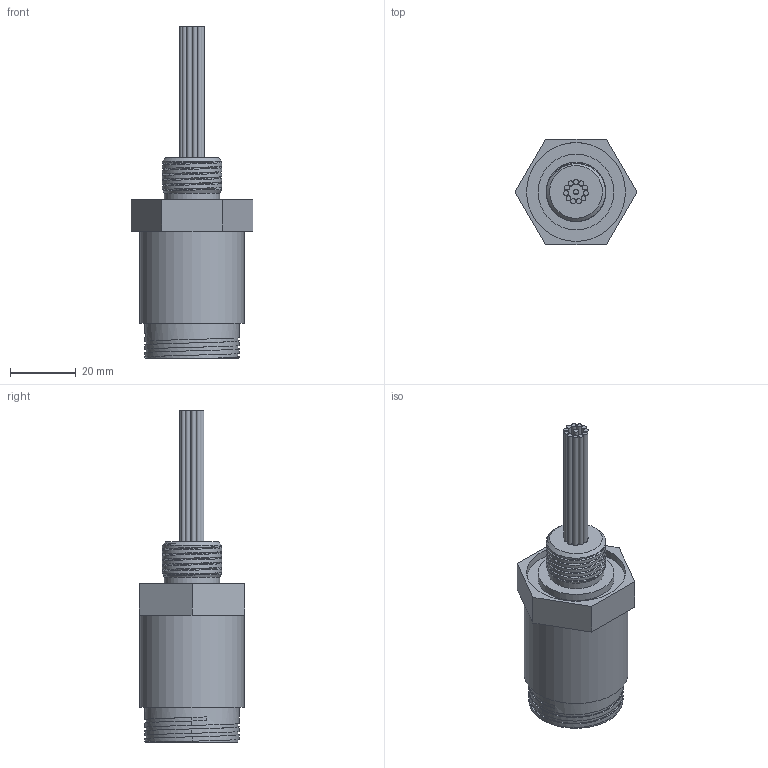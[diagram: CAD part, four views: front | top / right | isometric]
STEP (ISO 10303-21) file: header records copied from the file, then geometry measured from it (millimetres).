
FILE_DESCRIPTION(/* description */ (''),/* implementation_level */ '2;1');
FILE_NAME(/* name */ 'BCR2012M.stp',/* time_stamp */ '2014-11-20T13:10:56+01:00',/* author */ ('sh'),/* organization */ (''),/* preprocessor_version */ 'ST-DEVELOPER v15.2',/* originating_system */ 'Autodesk Inventor 2014',/* authorisation */ '');
FILE_SCHEMA (('AUTOMOTIVE_DESIGN { 1 0 10303 214 3 1 1 }'));
Length unit declared in the file: millimetre
Products named in the file (1): BCR2012M
Bounding box: 36.95 x 32 x 100.7 mm (x, y, z)
Volume: 27291.9 mm3; surface area: 14909.1 mm2
Topology: 1 solids, 2 shells, 379 faces, 928 edges, 604 vertices
Faces by surface type: plane 167, bspline 147, cylinder 48, cone 17
Full cylindrical faces by diameter (mm): 1.5 x12, 2 x12, 3 x12, 16.845 x1, 23 x1, 25 x2, 28.6 x3, 30 x1, 31.6 x1
Entity records: 13546 total; most frequent: CARTESIAN_POINT 5517, ORIENTED_EDGE 1714, DIRECTION 1131, EDGE_CURVE 857, VERTEX_POINT 595, EDGE_LOOP 482, LINE 469, VECTOR 469
